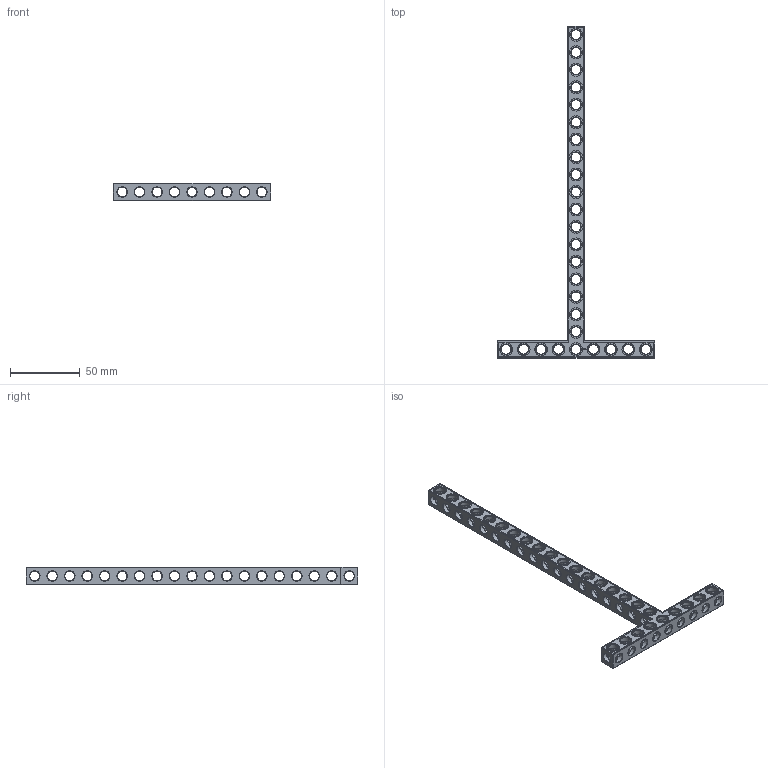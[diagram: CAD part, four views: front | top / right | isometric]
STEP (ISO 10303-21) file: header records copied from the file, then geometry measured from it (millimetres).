
FILE_DESCRIPTION(('FreeCAD Model'),'2;1');
FILE_NAME('Open CASCADE Shape Model','2022-01-27T23:29:50',( 'Paulo Kiefe'),('STEMFIE.org'),'Open CASCADE STEP processor 7.4', 'FreeCAD','Unknown');
FILE_SCHEMA(('AUTOMOTIVE_DESIGN { 1 0 10303 214 1 1 1 1 }'));
Products named in the file (1): Beam_TSH_SYM_ESS_BU09x19x01_-_SPN-BEM-1074_(stemfie.org)
Bounding box: 112.5 x 237.5 x 12.5 mm (x, y, z)
Volume: 26368.2 mm3; surface area: 23618.3 mm2
Topology: 1 solids, 1 shells, 789 faces, 2454 edges, 1619 vertices
Faces by surface type: plane 414, cylinder 163, cone 110, extrusion 102
Full cylindrical faces by diameter (mm): 6.98 x10, 7 x126, 9.2 x27
Entity records: 87343 total; most frequent: CARTESIAN_POINT 41209, DIRECTION 7706, ORIENTED_EDGE 4908, PCURVE 4908, DEFINITIONAL_REPRESENTATION 4908, VECTOR 4761, LINE 4659, EDGE_CURVE 2454
